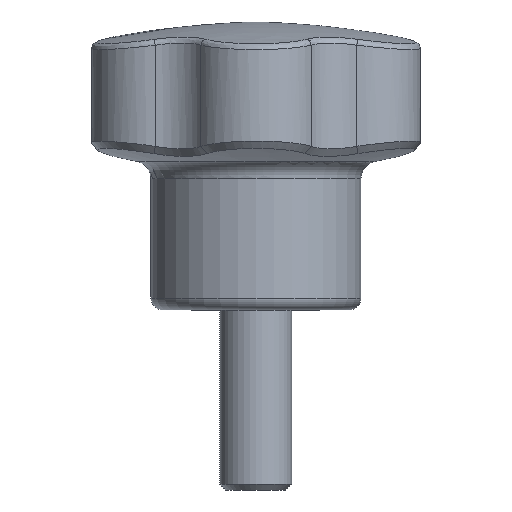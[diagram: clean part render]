
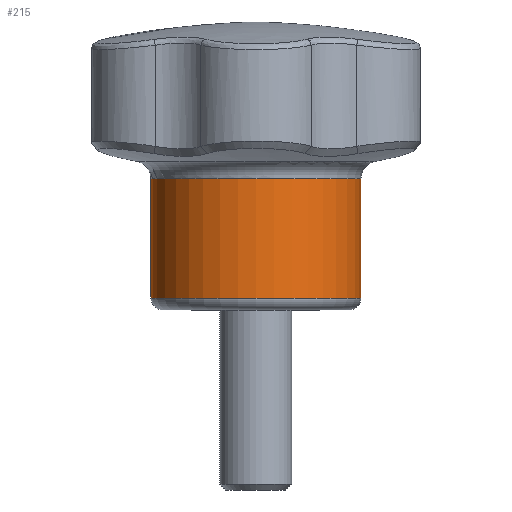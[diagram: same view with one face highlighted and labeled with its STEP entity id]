
A CAD part, front view. The second image highlights one B-rep face of the part: STEP entity #215.
In plain terms, the highlighted cylindrical face has radius 8.75 mm (diameter 17.5 mm), a full revolution.
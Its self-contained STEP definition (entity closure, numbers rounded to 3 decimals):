
#215 = ADVANCED_FACE( '', ( #437, #438 ), #439, .T. );
#437 = FACE_OUTER_BOUND( '', #2799, .T. );
#438 = FACE_OUTER_BOUND( '', #2800, .T. );
#439 = CYLINDRICAL_SURFACE( '', #2801, 8.75 );
#2799 = EDGE_LOOP( '', ( #3655 ) );
#2800 = EDGE_LOOP( '', ( #3656 ) );
#2801 = AXIS2_PLACEMENT_3D( '', #3657, #3658, #3659 );
#3655 = ORIENTED_EDGE( '', *, *, #3854, .T. );
#3656 = ORIENTED_EDGE( '', *, *, #3873, .T. );
#3657 = CARTESIAN_POINT( '', ( 0., 0., 23.65 ) );
#3658 = DIRECTION( '', ( 0., 0., -1. ) );
#3659 = DIRECTION( '', ( 1., 0., 0. ) );
#3854 = EDGE_CURVE( '', #4125, #4125, #4126, .T. );
#3873 = EDGE_CURVE( '', #4147, #4147, #4148, .F. );
#4125 = VERTEX_POINT( '', #6003 );
#4126 = CIRCLE( '', #6004, 8.75 );
#4147 = VERTEX_POINT( '', #6174 );
#4148 = CIRCLE( '', #6175, 8.75 );
#6003 = CARTESIAN_POINT( '', ( 8.75, 0., 1. ) );
#6004 = AXIS2_PLACEMENT_3D( '', #6408, #6409, #6410 );
#6174 = CARTESIAN_POINT( '', ( 8.75, 0., 10.917 ) );
#6175 = AXIS2_PLACEMENT_3D( '', #6422, #6423, #6424 );
#6408 = CARTESIAN_POINT( '', ( 0., 0., 1. ) );
#6409 = DIRECTION( '', ( 0., 0., 1. ) );
#6410 = DIRECTION( '', ( 1., 0., 0. ) );
#6422 = CARTESIAN_POINT( '', ( 0., 0., 10.917 ) );
#6423 = DIRECTION( '', ( 0., 0., 1. ) );
#6424 = DIRECTION( '', ( 1., 0., 0. ) );
